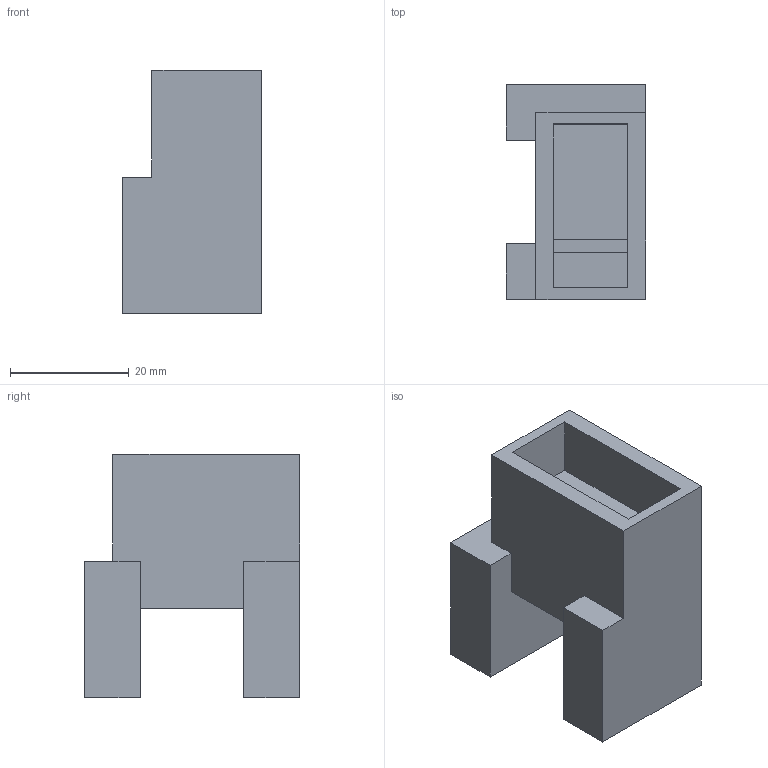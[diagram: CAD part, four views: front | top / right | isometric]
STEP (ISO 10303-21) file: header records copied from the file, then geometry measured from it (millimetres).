
FILE_DESCRIPTION(/* description */ (''),/* implementation_level */ '2;1');
FILE_NAME(/* name */ 'Pitch-servo-mt-thread-HV v3.step',/* time_stamp */ '2019-11-18T23:51:51+09:00',/* author */ (''),/* organization */ (''),/* preprocessor_version */ 'ST-DEVELOPER v18',/* originating_system */ 'Autodesk Translation Framework v8.12.0.6',/* authorisation */ '');
FILE_SCHEMA (('AUTOMOTIVE_DESIGN { 1 0 10303 214 3 1 1 }'));
Length unit declared in the file: millimetre
Products named in the file (2): Pitch-servo-mt-thread-HV; Pitch-servo-mt-thread-HV_1
Assembly tree (1 placements, depth 2):
  Pitch-servo-mt-thread-HV
    Pitch-servo-mt-thread-HV_1
Bounding box: 23.5 x 36.2 x 41 mm (x, y, z)
Volume: 19178.6 mm3; surface area: 7955.1 mm2
Topology: 1 solids, 1 shells, 34 faces, 85 edges, 58 vertices
Faces by surface type: plane 30, cylinder 4
Full cylindrical faces by diameter (mm): 2.5 x4
Entity records: 1075 total; most frequent: CARTESIAN_POINT 180, DIRECTION 173, ORIENTED_EDGE 170, EDGE_CURVE 85, LINE 71, VECTOR 71, VERTEX_POINT 58, AXIS2_PLACEMENT_3D 51
